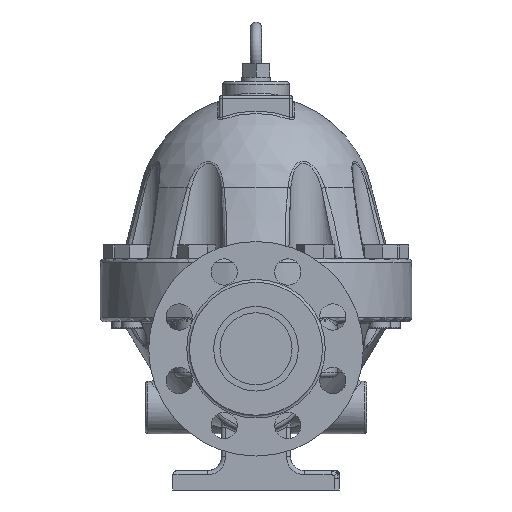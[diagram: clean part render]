
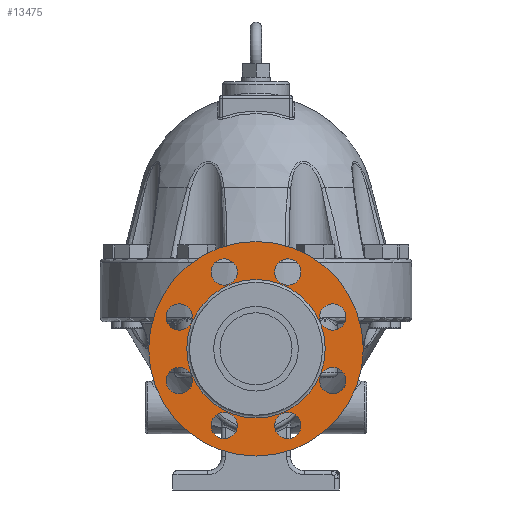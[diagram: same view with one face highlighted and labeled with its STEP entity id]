
A CAD part, front view. The second image highlights one B-rep face of the part: STEP entity #13475.
In plain terms, the highlighted planar face has unit normal (0, -1, 0).
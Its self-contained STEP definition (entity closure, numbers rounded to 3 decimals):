
#472=FACE_BOUND('',#3707,.T.);
#473=FACE_BOUND('',#3708,.T.);
#474=FACE_BOUND('',#3709,.T.);
#475=FACE_BOUND('',#3710,.T.);
#476=FACE_BOUND('',#3711,.T.);
#477=FACE_BOUND('',#3712,.T.);
#478=FACE_BOUND('',#3713,.T.);
#479=FACE_BOUND('',#3714,.T.);
#480=FACE_BOUND('',#3715,.T.);
#2840=FACE_OUTER_BOUND('',#3706,.T.);
#3706=EDGE_LOOP('',(#9081,#9082));
#3707=EDGE_LOOP('',(#9083,#9084));
#3708=EDGE_LOOP('',(#9085,#9086));
#3709=EDGE_LOOP('',(#9087,#9088));
#3710=EDGE_LOOP('',(#9089,#9090));
#3711=EDGE_LOOP('',(#9091,#9092));
#3712=EDGE_LOOP('',(#9093,#9094));
#3713=EDGE_LOOP('',(#9095,#9096));
#3714=EDGE_LOOP('',(#9097,#9098));
#3715=EDGE_LOOP('',(#9099,#9100));
#4641=CIRCLE('',#14446,50.);
#4642=CIRCLE('',#14447,50.);
#4644=CIRCLE('',#14450,77.5);
#4645=CIRCLE('',#14451,77.5);
#4646=CIRCLE('',#14452,9.5);
#4647=CIRCLE('',#14453,9.5);
#4648=CIRCLE('',#14454,9.5);
#4649=CIRCLE('',#14455,9.5);
#4650=CIRCLE('',#14456,9.5);
#4651=CIRCLE('',#14457,9.5);
#4652=CIRCLE('',#14458,9.5);
#4653=CIRCLE('',#14459,9.5);
#4654=CIRCLE('',#14460,9.5);
#4655=CIRCLE('',#14461,9.5);
#4656=CIRCLE('',#14462,9.5);
#4657=CIRCLE('',#14463,9.5);
#4658=CIRCLE('',#14464,9.5);
#4659=CIRCLE('',#14465,9.5);
#4660=CIRCLE('',#14466,9.5);
#4661=CIRCLE('',#14467,9.5);
#5429=VERTEX_POINT('',#20685);
#5430=VERTEX_POINT('',#20687);
#5431=VERTEX_POINT('',#20692);
#5432=VERTEX_POINT('',#20693);
#5433=VERTEX_POINT('',#20696);
#5434=VERTEX_POINT('',#20697);
#5435=VERTEX_POINT('',#20700);
#5436=VERTEX_POINT('',#20701);
#5437=VERTEX_POINT('',#20704);
#5438=VERTEX_POINT('',#20705);
#5439=VERTEX_POINT('',#20708);
#5440=VERTEX_POINT('',#20709);
#5441=VERTEX_POINT('',#20712);
#5442=VERTEX_POINT('',#20713);
#5443=VERTEX_POINT('',#20716);
#5444=VERTEX_POINT('',#20717);
#5445=VERTEX_POINT('',#20720);
#5446=VERTEX_POINT('',#20721);
#5447=VERTEX_POINT('',#20724);
#5448=VERTEX_POINT('',#20725);
#6820=EDGE_CURVE('',#5429,#5430,#4641,.T.);
#6821=EDGE_CURVE('',#5430,#5429,#4642,.T.);
#6823=EDGE_CURVE('',#5431,#5432,#4644,.T.);
#6824=EDGE_CURVE('',#5432,#5431,#4645,.T.);
#6825=EDGE_CURVE('',#5433,#5434,#4646,.T.);
#6826=EDGE_CURVE('',#5434,#5433,#4647,.T.);
#6827=EDGE_CURVE('',#5435,#5436,#4648,.T.);
#6828=EDGE_CURVE('',#5436,#5435,#4649,.T.);
#6829=EDGE_CURVE('',#5437,#5438,#4650,.T.);
#6830=EDGE_CURVE('',#5438,#5437,#4651,.T.);
#6831=EDGE_CURVE('',#5439,#5440,#4652,.T.);
#6832=EDGE_CURVE('',#5440,#5439,#4653,.T.);
#6833=EDGE_CURVE('',#5441,#5442,#4654,.T.);
#6834=EDGE_CURVE('',#5442,#5441,#4655,.T.);
#6835=EDGE_CURVE('',#5443,#5444,#4656,.T.);
#6836=EDGE_CURVE('',#5444,#5443,#4657,.T.);
#6837=EDGE_CURVE('',#5445,#5446,#4658,.T.);
#6838=EDGE_CURVE('',#5446,#5445,#4659,.T.);
#6839=EDGE_CURVE('',#5447,#5448,#4660,.T.);
#6840=EDGE_CURVE('',#5448,#5447,#4661,.T.);
#9081=ORIENTED_EDGE('',*,*,#6823,.F.);
#9082=ORIENTED_EDGE('',*,*,#6824,.F.);
#9083=ORIENTED_EDGE('',*,*,#6825,.T.);
#9084=ORIENTED_EDGE('',*,*,#6826,.T.);
#9085=ORIENTED_EDGE('',*,*,#6827,.T.);
#9086=ORIENTED_EDGE('',*,*,#6828,.T.);
#9087=ORIENTED_EDGE('',*,*,#6829,.T.);
#9088=ORIENTED_EDGE('',*,*,#6830,.T.);
#9089=ORIENTED_EDGE('',*,*,#6831,.T.);
#9090=ORIENTED_EDGE('',*,*,#6832,.T.);
#9091=ORIENTED_EDGE('',*,*,#6833,.T.);
#9092=ORIENTED_EDGE('',*,*,#6834,.T.);
#9093=ORIENTED_EDGE('',*,*,#6835,.T.);
#9094=ORIENTED_EDGE('',*,*,#6836,.T.);
#9095=ORIENTED_EDGE('',*,*,#6837,.T.);
#9096=ORIENTED_EDGE('',*,*,#6838,.T.);
#9097=ORIENTED_EDGE('',*,*,#6839,.T.);
#9098=ORIENTED_EDGE('',*,*,#6840,.T.);
#9099=ORIENTED_EDGE('',*,*,#6821,.F.);
#9100=ORIENTED_EDGE('',*,*,#6820,.F.);
#13100=PLANE('',#14449);
#13475=ADVANCED_FACE('',(#2840,#472,#473,#474,#475,#476,#477,#478,#479,
#480),#13100,.T.);
#14446=AXIS2_PLACEMENT_3D('',#20688,#16202,#16203);
#14447=AXIS2_PLACEMENT_3D('',#20689,#16204,#16205);
#14449=AXIS2_PLACEMENT_3D('',#20691,#16208,#16209);
#14450=AXIS2_PLACEMENT_3D('',#20694,#16210,#16211);
#14451=AXIS2_PLACEMENT_3D('',#20695,#16212,#16213);
#14452=AXIS2_PLACEMENT_3D('',#20698,#16214,#16215);
#14453=AXIS2_PLACEMENT_3D('',#20699,#16216,#16217);
#14454=AXIS2_PLACEMENT_3D('',#20702,#16218,#16219);
#14455=AXIS2_PLACEMENT_3D('',#20703,#16220,#16221);
#14456=AXIS2_PLACEMENT_3D('',#20706,#16222,#16223);
#14457=AXIS2_PLACEMENT_3D('',#20707,#16224,#16225);
#14458=AXIS2_PLACEMENT_3D('',#20710,#16226,#16227);
#14459=AXIS2_PLACEMENT_3D('',#20711,#16228,#16229);
#14460=AXIS2_PLACEMENT_3D('',#20714,#16230,#16231);
#14461=AXIS2_PLACEMENT_3D('',#20715,#16232,#16233);
#14462=AXIS2_PLACEMENT_3D('',#20718,#16234,#16235);
#14463=AXIS2_PLACEMENT_3D('',#20719,#16236,#16237);
#14464=AXIS2_PLACEMENT_3D('',#20722,#16238,#16239);
#14465=AXIS2_PLACEMENT_3D('',#20723,#16240,#16241);
#14466=AXIS2_PLACEMENT_3D('',#20726,#16242,#16243);
#14467=AXIS2_PLACEMENT_3D('',#20727,#16244,#16245);
#16202=DIRECTION('center_axis',(0.,-1.,0.));
#16203=DIRECTION('ref_axis',(0.,0.,-1.));
#16204=DIRECTION('center_axis',(0.,-1.,0.));
#16205=DIRECTION('ref_axis',(0.,0.,-1.));
#16208=DIRECTION('center_axis',(0.,-1.,0.));
#16209=DIRECTION('ref_axis',(0.,0.,-1.));
#16210=DIRECTION('center_axis',(0.,1.,0.));
#16211=DIRECTION('ref_axis',(0.,0.,1.));
#16212=DIRECTION('center_axis',(0.,1.,0.));
#16213=DIRECTION('ref_axis',(0.,0.,1.));
#16214=DIRECTION('center_axis',(0.,1.,0.));
#16215=DIRECTION('ref_axis',(1.,0.,0.));
#16216=DIRECTION('center_axis',(0.,1.,0.));
#16217=DIRECTION('ref_axis',(1.,0.,0.));
#16218=DIRECTION('center_axis',(0.,1.,0.));
#16219=DIRECTION('ref_axis',(0.707,0.,-0.707));
#16220=DIRECTION('center_axis',(0.,1.,0.));
#16221=DIRECTION('ref_axis',(0.707,0.,-0.707));
#16222=DIRECTION('center_axis',(0.,1.,0.));
#16223=DIRECTION('ref_axis',(0.,0.,-1.));
#16224=DIRECTION('center_axis',(0.,1.,0.));
#16225=DIRECTION('ref_axis',(0.,0.,-1.));
#16226=DIRECTION('center_axis',(0.,1.,0.));
#16227=DIRECTION('ref_axis',(-0.707,0.,-0.707));
#16228=DIRECTION('center_axis',(0.,1.,0.));
#16229=DIRECTION('ref_axis',(-0.707,0.,-0.707));
#16230=DIRECTION('center_axis',(0.,1.,0.));
#16231=DIRECTION('ref_axis',(-1.,0.,0.));
#16232=DIRECTION('center_axis',(0.,1.,0.));
#16233=DIRECTION('ref_axis',(-1.,0.,0.));
#16234=DIRECTION('center_axis',(0.,1.,0.));
#16235=DIRECTION('ref_axis',(-0.707,0.,0.707));
#16236=DIRECTION('center_axis',(0.,1.,0.));
#16237=DIRECTION('ref_axis',(-0.707,0.,0.707));
#16238=DIRECTION('center_axis',(0.,1.,0.));
#16239=DIRECTION('ref_axis',(0.,0.,1.));
#16240=DIRECTION('center_axis',(0.,1.,0.));
#16241=DIRECTION('ref_axis',(0.,0.,1.));
#16242=DIRECTION('center_axis',(0.,1.,0.));
#16243=DIRECTION('ref_axis',(0.707,0.,0.707));
#16244=DIRECTION('center_axis',(0.,1.,0.));
#16245=DIRECTION('ref_axis',(0.707,0.,0.707));
#20685=CARTESIAN_POINT('',(0.,-290.,-92.));
#20687=CARTESIAN_POINT('',(0.,-290.,8.));
#20688=CARTESIAN_POINT('Origin',(0.,-290.,-42.));
#20689=CARTESIAN_POINT('Origin',(0.,-290.,-42.));
#20691=CARTESIAN_POINT('Origin',(0.,-290.,20.75));
#20692=CARTESIAN_POINT('',(0.,-290.,35.5));
#20693=CARTESIAN_POINT('',(0.,-290.,-119.5));
#20694=CARTESIAN_POINT('Origin',(0.,-290.,-42.));
#20695=CARTESIAN_POINT('Origin',(0.,-290.,-42.));
#20696=CARTESIAN_POINT('',(32.461,-290.,13.433));
#20697=CARTESIAN_POINT('',(13.461,-290.,13.433));
#20698=CARTESIAN_POINT('Origin',(22.961,-290.,13.433));
#20699=CARTESIAN_POINT('Origin',(22.961,-290.,13.433));
#20700=CARTESIAN_POINT('',(62.15,-290.,-25.757));
#20701=CARTESIAN_POINT('',(48.715,-290.,-12.321));
#20702=CARTESIAN_POINT('Origin',(55.433,-290.,-19.039));
#20703=CARTESIAN_POINT('Origin',(55.433,-290.,-19.039));
#20704=CARTESIAN_POINT('',(55.433,-290.,-74.461));
#20705=CARTESIAN_POINT('',(55.433,-290.,-55.461));
#20706=CARTESIAN_POINT('Origin',(55.433,-290.,-64.961));
#20707=CARTESIAN_POINT('Origin',(55.433,-290.,-64.961));
#20708=CARTESIAN_POINT('',(16.243,-290.,-104.15));
#20709=CARTESIAN_POINT('',(29.679,-290.,-90.715));
#20710=CARTESIAN_POINT('Origin',(22.961,-290.,-97.433));
#20711=CARTESIAN_POINT('Origin',(22.961,-290.,-97.433));
#20712=CARTESIAN_POINT('',(-32.461,-290.,-97.433));
#20713=CARTESIAN_POINT('',(-13.461,-290.,-97.433));
#20714=CARTESIAN_POINT('Origin',(-22.961,-290.,-97.433));
#20715=CARTESIAN_POINT('Origin',(-22.961,-290.,-97.433));
#20716=CARTESIAN_POINT('',(-62.15,-290.,-58.243));
#20717=CARTESIAN_POINT('',(-48.715,-290.,-71.679));
#20718=CARTESIAN_POINT('Origin',(-55.433,-290.,-64.961));
#20719=CARTESIAN_POINT('Origin',(-55.433,-290.,-64.961));
#20720=CARTESIAN_POINT('',(-55.433,-290.,-9.539));
#20721=CARTESIAN_POINT('',(-55.433,-290.,-28.539));
#20722=CARTESIAN_POINT('Origin',(-55.433,-290.,-19.039));
#20723=CARTESIAN_POINT('Origin',(-55.433,-290.,-19.039));
#20724=CARTESIAN_POINT('',(-16.243,-290.,20.15));
#20725=CARTESIAN_POINT('',(-29.679,-290.,6.715));
#20726=CARTESIAN_POINT('Origin',(-22.961,-290.,13.433));
#20727=CARTESIAN_POINT('Origin',(-22.961,-290.,13.433));
